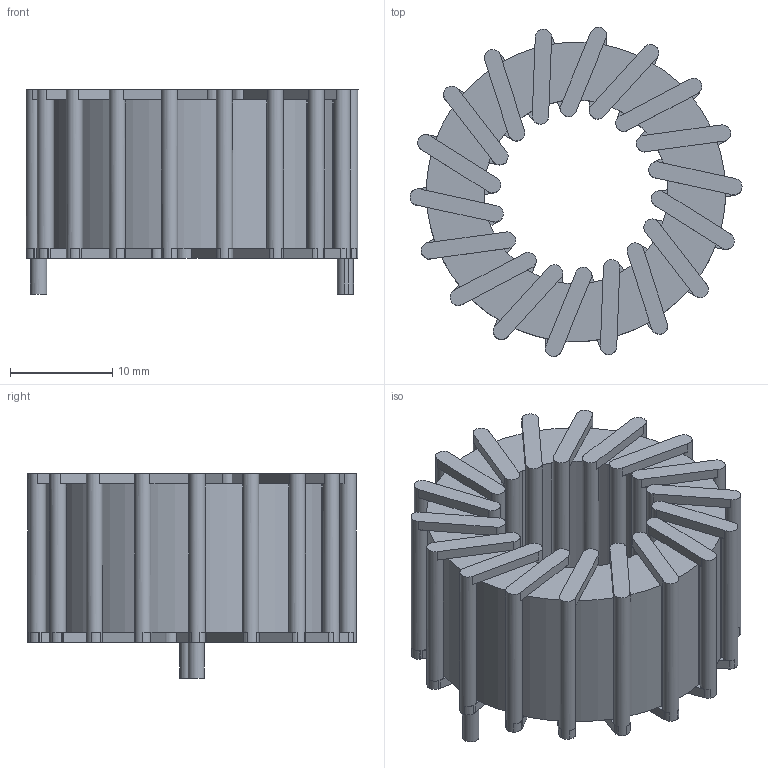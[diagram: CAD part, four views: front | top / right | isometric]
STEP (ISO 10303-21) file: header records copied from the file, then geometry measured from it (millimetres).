
FILE_DESCRIPTION(/* description */ (''),/* implementation_level */ '2;1');
FILE_NAME(/* name */ 'BOU_2301-H-RC.step',/* time_stamp */ '2021-12-27T15:18:48+01:00',/* author */ (''),/* organization */ (''),/* preprocessor_version */ 'ST-DEVELOPER v18.1',/* originating_system */ 'Autodesk Translation Framework v10.10.0.1391',/* authorisation */ '');
FILE_SCHEMA (('AUTOMOTIVE_DESIGN { 1 0 10303 214 3 1 1 }'));
Length unit declared in the file: millimetre
Products named in the file (1): 2301-H-RC
Bounding box: 32.48 x 32.18 x 20 mm (x, y, z)
Volume: 7652.6 mm3; surface area: 7244 mm2
Topology: 2 solids, 2 shells, 439 faces, 1309 edges, 872 vertices
Faces by surface type: plane 239, cylinder 200
Full cylindrical faces by diameter (mm): 1.6 x19
Entity records: 15056 total; most frequent: DIRECTION 2771, CARTESIAN_POINT 2621, ORIENTED_EDGE 2618, EDGE_CURVE 1309, AXIS2_PLACEMENT_3D 1022, VERTEX_POINT 872, LINE 727, VECTOR 727
